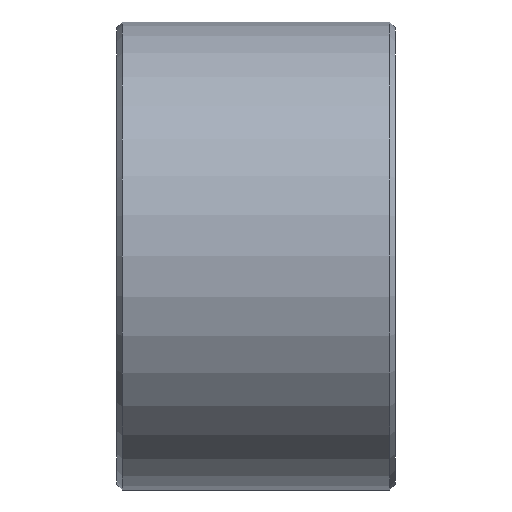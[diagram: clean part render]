
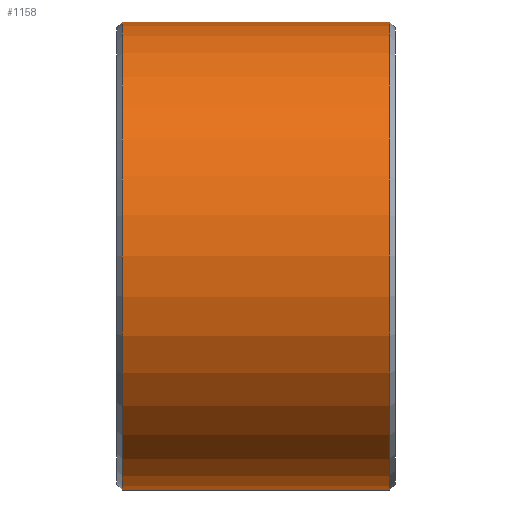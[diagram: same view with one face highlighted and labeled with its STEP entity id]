
A CAD part, left-side view. The second image highlights one B-rep face of the part: STEP entity #1158.
In plain terms, the highlighted cylindrical face has radius 21 mm (diameter 42 mm), a partial arc.
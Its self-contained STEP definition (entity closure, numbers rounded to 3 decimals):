
#149 = VERTEX_POINT ( 'NONE', #1758 ) ;
#224 = DIRECTION ( 'NONE',  ( 0., -1., 0. ) ) ;
#227 = ORIENTED_EDGE ( 'NONE', *, *, #2059, .T. ) ;
#240 = AXIS2_PLACEMENT_3D ( 'NONE', #1829, #2012, #1291 ) ;
#252 = DIRECTION ( 'NONE',  ( 0., -1., 0. ) ) ;
#285 = VERTEX_POINT ( 'NONE', #1421 ) ;
#405 = CYLINDRICAL_SURFACE ( 'NONE', #677, 21. ) ;
#432 = CARTESIAN_POINT ( 'NONE',  ( 0., 0., -21. ) ) ;
#585 = DIRECTION ( 'NONE',  ( 0., 0., -1. ) ) ;
#615 = VERTEX_POINT ( 'NONE', #1871 ) ;
#633 = CIRCLE ( 'NONE', #240, 21. ) ;
#675 = CARTESIAN_POINT ( 'NONE',  ( 0., 0., 21. ) ) ;
#677 = AXIS2_PLACEMENT_3D ( 'NONE', #2272, #252, #585 ) ;
#793 = LINE ( 'NONE', #432, #879 ) ;
#879 = VECTOR ( 'NONE', #224, 1000. ) ;
#1011 = ORIENTED_EDGE ( 'NONE', *, *, #1852, .T. ) ;
#1158 = ADVANCED_FACE ( 'NONE', ( #1886 ), #405, .T. ) ;
#1192 = DIRECTION ( 'NONE',  ( 0., -1., 0. ) ) ;
#1291 = DIRECTION ( 'NONE',  ( 0., 0., 1. ) ) ;
#1390 = DIRECTION ( 'NONE',  ( 0., 0., -1. ) ) ;
#1421 = CARTESIAN_POINT ( 'NONE',  ( 0., 24.5, 21. ) ) ;
#1435 = AXIS2_PLACEMENT_3D ( 'NONE', #1576, #1192, #1390 ) ;
#1447 = EDGE_CURVE ( 'NONE', #615, #149, #633, .T. ) ;
#1528 = VERTEX_POINT ( 'NONE', #2140 ) ;
#1555 = EDGE_CURVE ( 'NONE', #285, #149, #1952, .T. ) ;
#1576 = CARTESIAN_POINT ( 'NONE',  ( 0., 24.5, 0. ) ) ;
#1637 = DIRECTION ( 'NONE',  ( 0., -1., 0. ) ) ;
#1757 = ORIENTED_EDGE ( 'NONE', *, *, #1447, .T. ) ;
#1758 = CARTESIAN_POINT ( 'NONE',  ( 0., 0.5, 21. ) ) ;
#1786 = EDGE_LOOP ( 'NONE', ( #2106, #1011, #227, #1757 ) ) ;
#1829 = CARTESIAN_POINT ( 'NONE',  ( 0., 0.5, 0. ) ) ;
#1852 = EDGE_CURVE ( 'NONE', #285, #1528, #2166, .T. ) ;
#1871 = CARTESIAN_POINT ( 'NONE',  ( 0., 0.5, -21. ) ) ;
#1886 = FACE_OUTER_BOUND ( 'NONE', #1786, .T. ) ;
#1952 = LINE ( 'NONE', #675, #2021 ) ;
#2012 = DIRECTION ( 'NONE',  ( 0., 1., 0. ) ) ;
#2021 = VECTOR ( 'NONE', #1637, 1000. ) ;
#2059 = EDGE_CURVE ( 'NONE', #1528, #615, #793, .T. ) ;
#2106 = ORIENTED_EDGE ( 'NONE', *, *, #1555, .F. ) ;
#2140 = CARTESIAN_POINT ( 'NONE',  ( 0., 24.5, -21. ) ) ;
#2166 = CIRCLE ( 'NONE', #1435, 21. ) ;
#2272 = CARTESIAN_POINT ( 'NONE',  ( 0., 0., 0. ) ) ;
